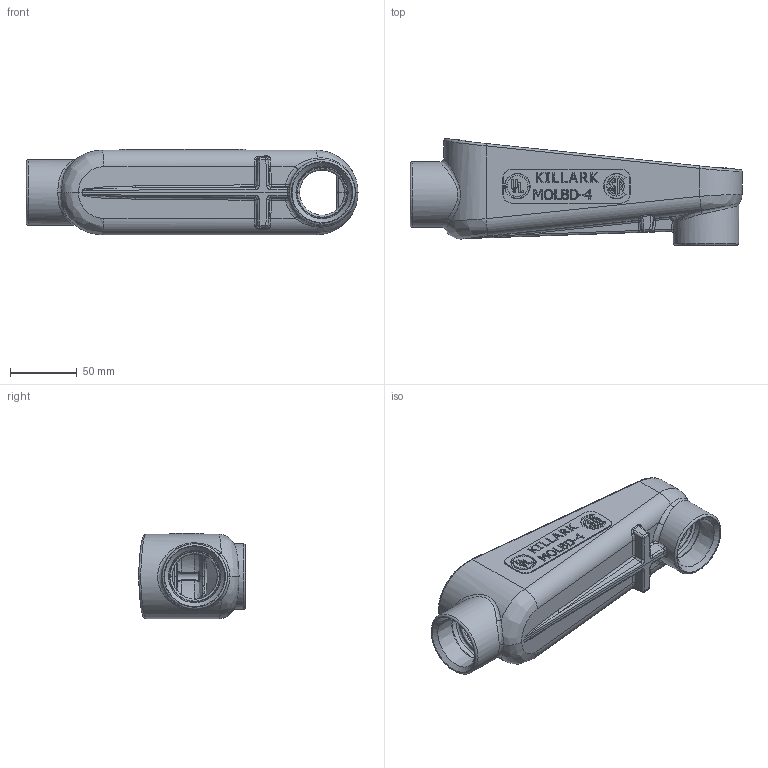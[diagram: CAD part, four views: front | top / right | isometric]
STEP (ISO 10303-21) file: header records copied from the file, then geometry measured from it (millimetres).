
FILE_DESCRIPTION(/* description */ (''),/* implementation_level */ '2;1');
FILE_NAME(/* name */ '21011-2.stp',/* time_stamp */ '2020-05-28T14:26:00+06:00',/* author */ ('lsugumaran'),/* organization */ (''),/* preprocessor_version */ 'ST-DEVELOPER v18',/* originating_system */ 'Autodesk Inventor 2020',/* authorisation */ '');
FILE_SCHEMA (('AUTOMOTIVE_DESIGN { 1 0 10303 214 3 1 1 }'));
Length unit declared in the file: inch
Products named in the file (1): 21011-2
Bounding box: 249.24 x 80.21 x 64.29 mm (x, y, z)
Volume: 252637.3 mm3; surface area: 90330.8 mm2
Topology: 1 solids, 1 shells, 739 faces, 1892 edges, 1179 vertices
Faces by surface type: bspline 296, plane 288, cylinder 85, cone 42, torus 20, sphere 8
Full cylindrical faces by diameter (mm): 4.978 x2, 33.884 x2, 42.316 x2, 49.225 x2
Entity records: 33199 total; most frequent: CARTESIAN_POINT 17034, ORIENTED_EDGE 3758, DIRECTION 2647, EDGE_CURVE 1879, VERTEX_POINT 1180, AXIS2_PLACEMENT_3D 899, LINE 849, VECTOR 849
